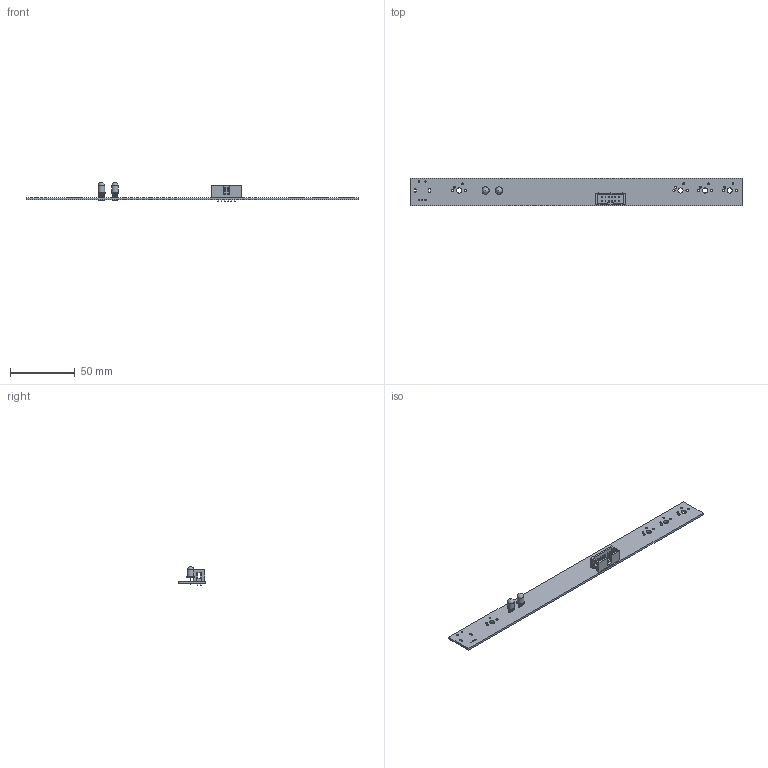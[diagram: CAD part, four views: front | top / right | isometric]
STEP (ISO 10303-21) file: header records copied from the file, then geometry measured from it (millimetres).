
FILE_DESCRIPTION(('KiCad electronic assembly'),'2;1');
FILE_NAME('blvdtop.step','2020-12-30T15:26:04',('An Author'),( 'A Company'),'Open CASCADE STEP processor 6.9', 'KiCad to STEP converter','Unknown');
FILE_SCHEMA(('AUTOMOTIVE_DESIGN { 1 0 10303 214 1 1 1 1 }'));
Length unit declared in the file: millimetre
Products named in the file (6): Open CASCADE STEP translator 6.9 1; LED_D5.0mm-4_RGB; SOLID; IDC-Header_2x06_P2.54mm_Vertical; COMPOUND
Assembly tree (6 placements, depth 3):
  Open CASCADE STEP translator 6.9 1
    LED_D5.0mm-4_RGB  x2
      SOLID
    IDC-Header_2x06_P2.54mm_Vertical
      SOLID
    COMPOUND
Bounding box: 257.18 x 21.43 x 14.6 mm (x, y, z)
Volume: 9864 mm3; surface area: 13976.9 mm2
Topology: 4 solids, 4 shells, 369 faces, 893 edges, 564 vertices
Faces by surface type: plane 305, cylinder 62, sphere 2
Full cylindrical faces by diameter (mm): 0.9 x8, 1 x11, 1.016 x12, 1.5 x8, 1.7 x8, 4 x4, 5 x2
Entity records: 23355 total; most frequent: CARTESIAN_POINT 4135, DIRECTION 3205, LINE 2235, VECTOR 2235, ORIENTED_EDGE 1662, PCURVE 1662, DEFINITIONAL_REPRESENTATION 1662, EDGE_CURVE 831
